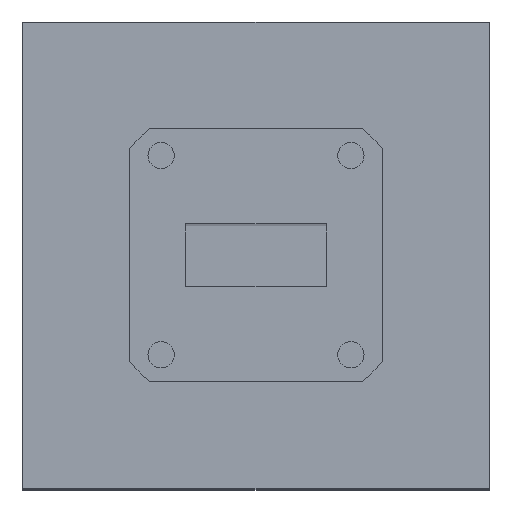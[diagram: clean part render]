
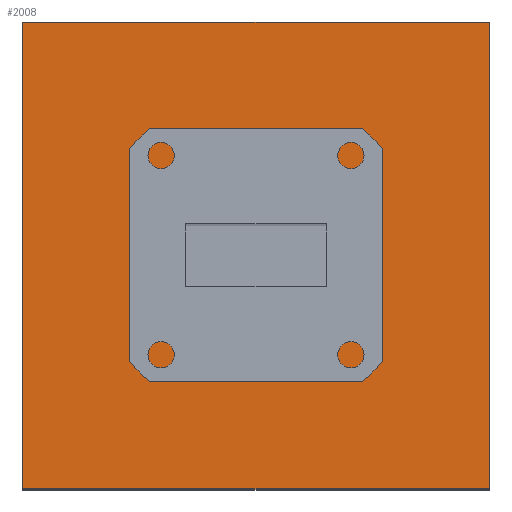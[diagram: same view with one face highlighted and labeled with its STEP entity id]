
A CAD part, top view. The second image highlights one B-rep face of the part: STEP entity #2008.
In plain terms, the highlighted planar face has unit normal (0, 0, 1).
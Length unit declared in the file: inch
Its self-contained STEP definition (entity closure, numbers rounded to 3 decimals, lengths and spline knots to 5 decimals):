
#3 = ORIENTED_EDGE ( 'NONE', *, *, #4000, .F. ) ;
#22 = DIRECTION ( 'NONE',  ( 0., -1., 0. ) ) ;
#122 = EDGE_LOOP ( 'NONE', ( #7299, #2259, #5453, #8007 ) ) ;
#326 = EDGE_CURVE ( 'NONE', #1889, #2208, #3463, .T. ) ;
#339 = VERTEX_POINT ( 'NONE', #6890 ) ;
#374 = CARTESIAN_POINT ( 'NONE',  ( -0.35625, -0.25, -1.125 ) ) ;
#1069 = CARTESIAN_POINT ( 'NONE',  ( 1.5, -1.5, -1.125 ) ) ;
#1084 = VECTOR ( 'NONE', #8842, 39.37008 ) ;
#1136 = LINE ( 'NONE', #374, #9155 ) ;
#1249 = LINE ( 'NONE', #4101, #8111 ) ;
#1612 = DIRECTION ( 'NONE',  ( -1., 0., 0. ) ) ;
#1681 = DIRECTION ( 'NONE',  ( 1., 0., 0. ) ) ;
#1764 = CARTESIAN_POINT ( 'NONE',  ( 0.5, -0.2, -1.125 ) ) ;
#1889 = VERTEX_POINT ( 'NONE', #8889 ) ;
#1926 = VERTEX_POINT ( 'NONE', #6082 ) ;
#2008 = ADVANCED_FACE ( 'NONE', ( #7167, #6367 ), #4983, .T. ) ;
#2033 = DIRECTION ( 'NONE',  ( 0., 0., 1. ) ) ;
#2208 = VERTEX_POINT ( 'NONE', #6861 ) ;
#2259 = ORIENTED_EDGE ( 'NONE', *, *, #2288, .F. ) ;
#2288 = EDGE_CURVE ( 'NONE', #2980, #339, #6699, .T. ) ;
#2592 = VERTEX_POINT ( 'NONE', #4687 ) ;
#2805 = ORIENTED_EDGE ( 'NONE', *, *, #7310, .F. ) ;
#2852 = CARTESIAN_POINT ( 'NONE',  ( -0.5, 0.2, -1.125 ) ) ;
#2980 = VERTEX_POINT ( 'NONE', #9275 ) ;
#3062 = EDGE_CURVE ( 'NONE', #8286, #2980, #1136, .T. ) ;
#3463 = LINE ( 'NONE', #8899, #6482 ) ;
#3844 = DIRECTION ( 'NONE',  ( 0., 1., 0. ) ) ;
#3860 = LINE ( 'NONE', #8910, #5212 ) ;
#4000 = EDGE_CURVE ( 'NONE', #2208, #2592, #3860, .T. ) ;
#4101 = CARTESIAN_POINT ( 'NONE',  ( 1.5, -1.5, -1.125 ) ) ;
#4687 = CARTESIAN_POINT ( 'NONE',  ( 1.5, 1.5, -1.125 ) ) ;
#4911 = ORIENTED_EDGE ( 'NONE', *, *, #6250, .F. ) ;
#4919 = EDGE_LOOP ( 'NONE', ( #9009, #2805, #4911, #3 ) ) ;
#4983 = PLANE ( 'NONE',  #5847 ) ;
#5176 = VECTOR ( 'NONE', #8260, 39.37008 ) ;
#5212 = VECTOR ( 'NONE', #1681, 39.37008 ) ;
#5453 = ORIENTED_EDGE ( 'NONE', *, *, #3062, .F. ) ;
#5503 = DIRECTION ( 'NONE',  ( 1., 0., 0. ) ) ;
#5702 = LINE ( 'NONE', #2852, #8766 ) ;
#5705 = CARTESIAN_POINT ( 'NONE',  ( -0.5, 0.25, -1.125 ) ) ;
#5847 = AXIS2_PLACEMENT_3D ( 'NONE', #8548, #2033, #5503 ) ;
#5894 = EDGE_CURVE ( 'NONE', #339, #9214, #8838, .T. ) ;
#6082 = CARTESIAN_POINT ( 'NONE',  ( 1.5, -1.5, -1.125 ) ) ;
#6242 = DIRECTION ( 'NONE',  ( 0., -1., 0. ) ) ;
#6250 = EDGE_CURVE ( 'NONE', #2592, #1926, #1249, .T. ) ;
#6367 = FACE_BOUND ( 'NONE', #122, .T. ) ;
#6482 = VECTOR ( 'NONE', #3844, 39.37008 ) ;
#6651 = CARTESIAN_POINT ( 'NONE',  ( 0.35625, 0.25, -1.125 ) ) ;
#6699 = LINE ( 'NONE', #1764, #1084 ) ;
#6861 = CARTESIAN_POINT ( 'NONE',  ( -1.5, 1.5, -1.125 ) ) ;
#6890 = CARTESIAN_POINT ( 'NONE',  ( 0.5, 0.25, -1.125 ) ) ;
#7167 = FACE_OUTER_BOUND ( 'NONE', #4919, .T. ) ;
#7299 = ORIENTED_EDGE ( 'NONE', *, *, #5894, .F. ) ;
#7310 = EDGE_CURVE ( 'NONE', #1926, #1889, #9157, .T. ) ;
#8007 = ORIENTED_EDGE ( 'NONE', *, *, #8170, .F. ) ;
#8111 = VECTOR ( 'NONE', #6242, 39.37008 ) ;
#8170 = EDGE_CURVE ( 'NONE', #9214, #8286, #5702, .T. ) ;
#8212 = CARTESIAN_POINT ( 'NONE',  ( -0.5, -0.25, -1.125 ) ) ;
#8260 = DIRECTION ( 'NONE',  ( -1., 0., 0. ) ) ;
#8286 = VERTEX_POINT ( 'NONE', #8212 ) ;
#8548 = CARTESIAN_POINT ( 'NONE',  ( 0., 0., -1.125 ) ) ;
#8766 = VECTOR ( 'NONE', #22, 39.37008 ) ;
#8838 = LINE ( 'NONE', #6651, #9335 ) ;
#8842 = DIRECTION ( 'NONE',  ( 0., 1., 0. ) ) ;
#8889 = CARTESIAN_POINT ( 'NONE',  ( -1.5, -1.5, -1.125 ) ) ;
#8899 = CARTESIAN_POINT ( 'NONE',  ( -1.5, -1.5, -1.125 ) ) ;
#8910 = CARTESIAN_POINT ( 'NONE',  ( 1.5, 1.5, -1.125 ) ) ;
#9009 = ORIENTED_EDGE ( 'NONE', *, *, #326, .F. ) ;
#9155 = VECTOR ( 'NONE', #9231, 39.37008 ) ;
#9157 = LINE ( 'NONE', #1069, #5176 ) ;
#9214 = VERTEX_POINT ( 'NONE', #5705 ) ;
#9231 = DIRECTION ( 'NONE',  ( 1., 0., 0. ) ) ;
#9275 = CARTESIAN_POINT ( 'NONE',  ( 0.5, -0.25, -1.125 ) ) ;
#9335 = VECTOR ( 'NONE', #1612, 39.37008 ) ;
